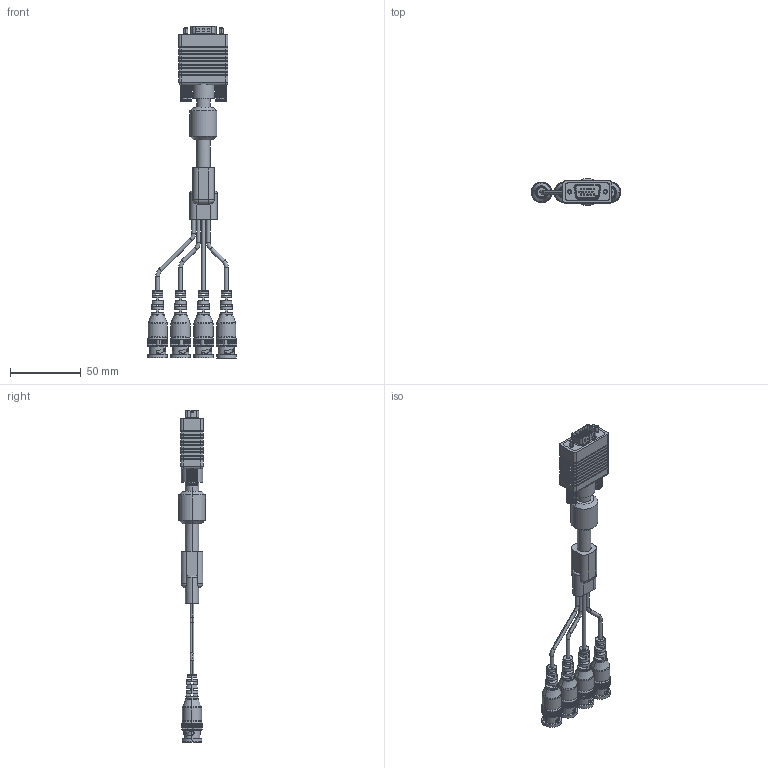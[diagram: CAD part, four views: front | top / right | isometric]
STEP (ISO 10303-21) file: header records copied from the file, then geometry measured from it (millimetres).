
FILE_DESCRIPTION (( 'STEP AP214' ), '1' );
FILE_NAME ('CTL4CAT-6F.STEP', '2006-08-24T19:40:29', ( 'L-COM' ), ( 'L-COM' ), 'SwSTEP 2.0', 'SolidWorks 2006052', '' );
FILE_SCHEMA (( 'AUTOMOTIVE_DESIGN' ));
Length unit declared in the file: inch
Products named in the file (9): 3AA07-008; MTN-041; 3AB01-056; SDH15P_Supplier Connector; CTL5CAT-3B-MA1; CTL5CAT-3B-MA3_four legs with ferrite bead; MTN-056; BAC836B-87_with flange; CTL4CAT-6F
Assembly tree (12 placements, depth 3):
  CTL4CAT-6F
    3AB01-056
      3AA07-008  x2
      MTN-041
      SDH15P_Supplier Connector
    CTL5CAT-3B-MA1  x4
      BAC836B-87_with flange
      MTN-056
    CTL5CAT-3B-MA3_four legs with ferrite bead
Bounding box: 62.87 x 19.05 x 233.91 mm (x, y, z)
Volume: 52912.1 mm3; surface area: 32992.6 mm2
Topology: 13 solids, 13 shells, 2227 faces, 6325 edges, 4140 vertices
Faces by surface type: plane 1234, cylinder 771, torus 100, bspline 56, sphere 42, cone 24
Entity records: 40425 total; most frequent: CARTESIAN_POINT 10989, DIRECTION 5199, ORIENTED_EDGE 5184, EDGE_CURVE 2592, AXIS2_PLACEMENT_3D 1817, VERTEX_POINT 1689, LINE 1565, VECTOR 1565
